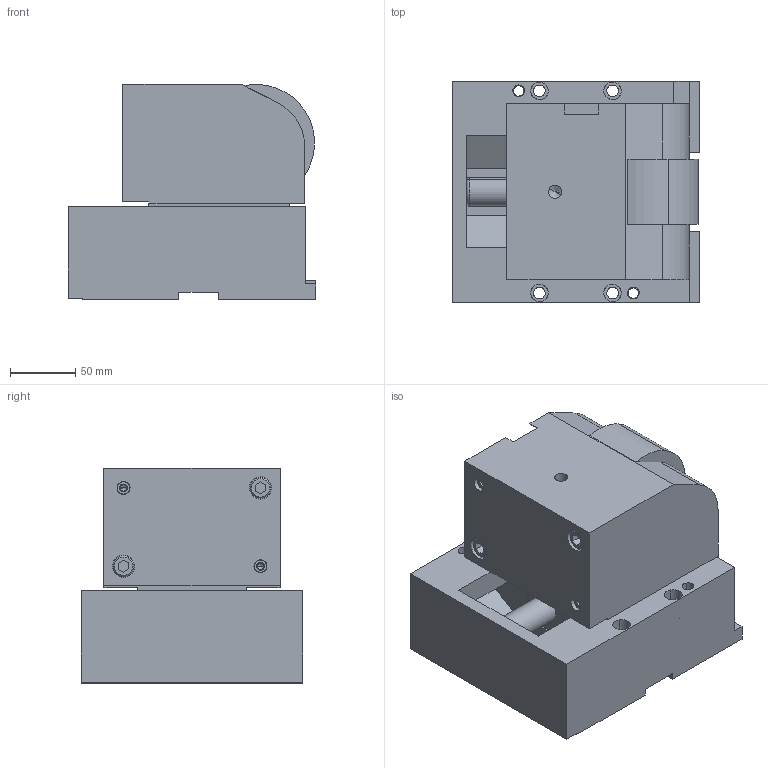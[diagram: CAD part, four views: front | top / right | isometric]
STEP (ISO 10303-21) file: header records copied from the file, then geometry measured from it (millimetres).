
FILE_DESCRIPTION(('CATIA V5 STEP Exchange'),'2;1');
FILE_NAME('CRCN-15000-50.stp','2014-10-22T14:09:35+00:00',('none'),('none'),'CATIA Version 5 Release 19 SP 2 (IN-10)','CATIA V5 STEP AP203','none');
FILE_SCHEMA(('CONFIG_CONTROL_DESIGN'));
Length unit declared in the file: millimetre
Products named in the file (1): CRCN-15000-50
Bounding box: 190 x 170 x 165.01 mm (x, y, z)
Volume: 3545328.8 mm3; surface area: 312397.4 mm2
Topology: 3 solids, 24 shells, 355 faces, 860 edges, 545 vertices
Faces by surface type: plane 159, cylinder 122, cone 59, torus 11, sphere 4
Entity records: 10579 total; most frequent: CARTESIAN_POINT 2698, ORIENTED_EDGE 1676, DIRECTION 1366, EDGE_CURVE 838, AXIS2_PLACEMENT_3D 593, VERTEX_POINT 545, VECTOR 475, LINE 475
